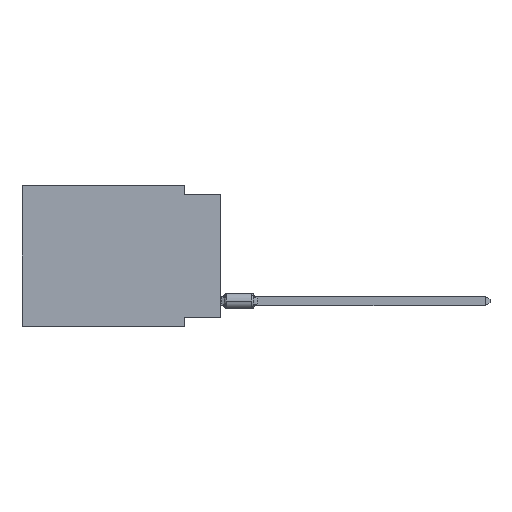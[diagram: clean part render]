
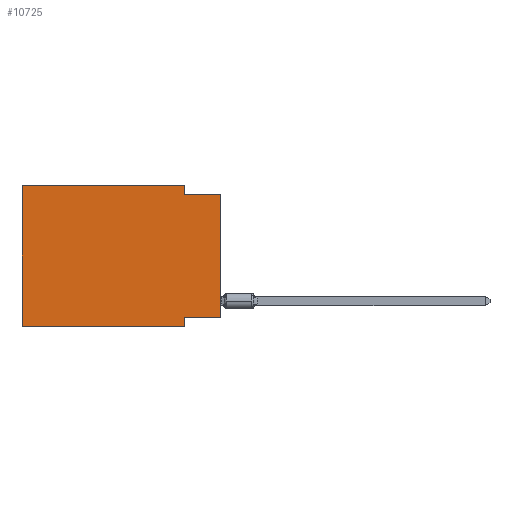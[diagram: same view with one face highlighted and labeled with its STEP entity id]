
A CAD part, left-side view. The second image highlights one B-rep face of the part: STEP entity #10725.
In plain terms, the highlighted planar face has unit normal (-1, 0, 0).
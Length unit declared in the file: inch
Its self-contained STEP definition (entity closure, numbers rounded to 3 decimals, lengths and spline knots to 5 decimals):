
#62 = DIRECTION ( 'NONE',  ( 0., -1., 0. ) ) ;
#108 = ORIENTED_EDGE ( 'NONE', *, *, #37510, .F. ) ;
#223 = VECTOR ( 'NONE', #62, 39.37008 ) ;
#923 = VERTEX_POINT ( 'NONE', #33670 ) ;
#1031 = VERTEX_POINT ( 'NONE', #16987 ) ;
#1973 = ORIENTED_EDGE ( 'NONE', *, *, #16188, .F. ) ;
#2189 = LINE ( 'NONE', #29799, #28156 ) ;
#4131 = VERTEX_POINT ( 'NONE', #28922 ) ;
#4210 = CARTESIAN_POINT ( 'NONE',  ( 0., 0.1, -0.365 ) ) ;
#4697 = PLANE ( 'NONE',  #25706 ) ;
#4945 = CARTESIAN_POINT ( 'NONE',  ( 0., 0.1, 0. ) ) ;
#5556 = CARTESIAN_POINT ( 'NONE',  ( 0., 0., -0.365 ) ) ;
#5852 = ORIENTED_EDGE ( 'NONE', *, *, #7100, .F. ) ;
#6906 = ORIENTED_EDGE ( 'NONE', *, *, #15996, .T. ) ;
#7100 = EDGE_CURVE ( 'NONE', #923, #34339, #2189, .T. ) ;
#7643 = EDGE_CURVE ( 'NONE', #1031, #16743, #33782, .T. ) ;
#9199 = CARTESIAN_POINT ( 'NONE',  ( 0., 0.55, -0.39 ) ) ;
#10256 = CARTESIAN_POINT ( 'NONE',  ( 0., 0., -0.025 ) ) ;
#10379 = EDGE_CURVE ( 'NONE', #28565, #36520, #40071, .T. ) ;
#10725 = ADVANCED_FACE ( 'NONE', ( #11372 ), #4697, .F. ) ;
#11168 = CARTESIAN_POINT ( 'NONE',  ( 0., 0.55, 0. ) ) ;
#11346 = DIRECTION ( 'NONE',  ( 0., 0., 1. ) ) ;
#11372 = FACE_OUTER_BOUND ( 'NONE', #12635, .T. ) ;
#11603 = DIRECTION ( 'NONE',  ( 0., 0., -1. ) ) ;
#11716 = ORIENTED_EDGE ( 'NONE', *, *, #16478, .F. ) ;
#11963 = CARTESIAN_POINT ( 'NONE',  ( 0., 0.1, -0.39 ) ) ;
#12625 = DIRECTION ( 'NONE',  ( 0., 1., 0. ) ) ;
#12635 = EDGE_LOOP ( 'NONE', ( #6906, #1973, #11716, #5852, #108, #30361, #28957, #14735 ) ) ;
#12927 = VECTOR ( 'NONE', #16523, 39.37008 ) ;
#14030 = DIRECTION ( 'NONE',  ( 1., 0., 0. ) ) ;
#14461 = LINE ( 'NONE', #39254, #36305 ) ;
#14735 = ORIENTED_EDGE ( 'NONE', *, *, #10379, .F. ) ;
#15996 = EDGE_CURVE ( 'NONE', #28565, #25096, #37859, .T. ) ;
#16188 = EDGE_CURVE ( 'NONE', #4131, #25096, #23800, .T. ) ;
#16478 = EDGE_CURVE ( 'NONE', #34339, #4131, #36163, .T. ) ;
#16523 = DIRECTION ( 'NONE',  ( 0., 0., 1. ) ) ;
#16743 = VERTEX_POINT ( 'NONE', #11963 ) ;
#16987 = CARTESIAN_POINT ( 'NONE',  ( 0., 0.55, -0.39 ) ) ;
#17404 = VECTOR ( 'NONE', #37013, 39.37008 ) ;
#19954 = CARTESIAN_POINT ( 'NONE',  ( 0., 0., 0. ) ) ;
#20498 = VECTOR ( 'NONE', #12625, 39.37008 ) ;
#21739 = CARTESIAN_POINT ( 'NONE',  ( 0., 0., -0.025 ) ) ;
#22751 = EDGE_CURVE ( 'NONE', #36520, #16743, #14461, .T. ) ;
#23800 = LINE ( 'NONE', #21739, #17404 ) ;
#23896 = DIRECTION ( 'NONE',  ( 0., -1., 0. ) ) ;
#25096 = VERTEX_POINT ( 'NONE', #10256 ) ;
#25706 = AXIS2_PLACEMENT_3D ( 'NONE', #11168, #14030, #35970 ) ;
#26577 = LINE ( 'NONE', #36548, #33270 ) ;
#26698 = CARTESIAN_POINT ( 'NONE',  ( 0., 0., -0.365 ) ) ;
#28156 = VECTOR ( 'NONE', #23896, 39.37008 ) ;
#28565 = VERTEX_POINT ( 'NONE', #5556 ) ;
#28922 = CARTESIAN_POINT ( 'NONE',  ( 0., 0.1, -0.025 ) ) ;
#28957 = ORIENTED_EDGE ( 'NONE', *, *, #22751, .F. ) ;
#29799 = CARTESIAN_POINT ( 'NONE',  ( 0., 0.55, 0. ) ) ;
#30056 = DIRECTION ( 'NONE',  ( 0., 0., -1. ) ) ;
#30361 = ORIENTED_EDGE ( 'NONE', *, *, #7643, .T. ) ;
#33270 = VECTOR ( 'NONE', #11346, 39.37008 ) ;
#33670 = CARTESIAN_POINT ( 'NONE',  ( 0., 0.55, 0. ) ) ;
#33782 = LINE ( 'NONE', #9199, #223 ) ;
#34339 = VERTEX_POINT ( 'NONE', #4945 ) ;
#35970 = DIRECTION ( 'NONE',  ( 0., 0., -1. ) ) ;
#36163 = LINE ( 'NONE', #39220, #39478 ) ;
#36305 = VECTOR ( 'NONE', #11603, 39.37008 ) ;
#36520 = VERTEX_POINT ( 'NONE', #4210 ) ;
#36548 = CARTESIAN_POINT ( 'NONE',  ( 0., 0.55, 0. ) ) ;
#37013 = DIRECTION ( 'NONE',  ( 0., -1., 0. ) ) ;
#37510 = EDGE_CURVE ( 'NONE', #1031, #923, #26577, .T. ) ;
#37859 = LINE ( 'NONE', #19954, #12927 ) ;
#39220 = CARTESIAN_POINT ( 'NONE',  ( 0., 0.1, 0. ) ) ;
#39254 = CARTESIAN_POINT ( 'NONE',  ( 0., 0.1, -0.39 ) ) ;
#39478 = VECTOR ( 'NONE', #30056, 39.37008 ) ;
#40071 = LINE ( 'NONE', #26698, #20498 ) ;
